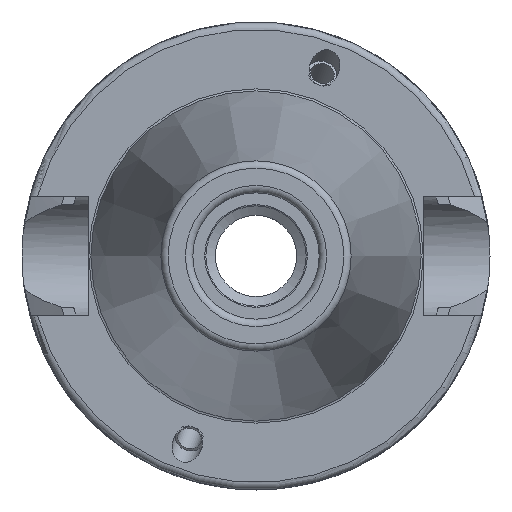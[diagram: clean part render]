
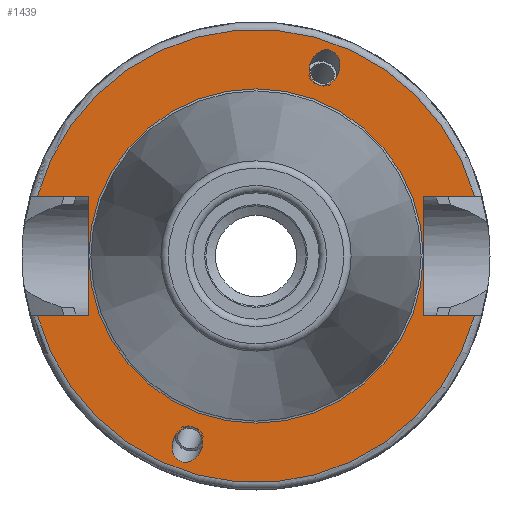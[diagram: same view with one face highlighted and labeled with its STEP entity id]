
A CAD part, left-side view. The second image highlights one B-rep face of the part: STEP entity #1439.
In plain terms, the highlighted planar face has unit normal (-1, 0, 0).
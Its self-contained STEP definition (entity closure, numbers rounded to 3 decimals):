
#27=ELLIPSE('',#1570,2.442,2.);
#36=ELLIPSE('',#1593,2.442,2.);
#55=PLANE('',#1657);
#105=FACE_BOUND('',#314,.T.);
#106=FACE_BOUND('',#315,.T.);
#107=FACE_BOUND('',#316,.T.);
#212=FACE_OUTER_BOUND('',#313,.T.);
#313=EDGE_LOOP('',(#1282,#1283,#1284,#1285,#1286,#1287,#1288,#1289));
#314=EDGE_LOOP('',(#1290));
#315=EDGE_LOOP('',(#1291));
#316=EDGE_LOOP('',(#1292));
#365=LINE('',#2601,#435);
#369=LINE('',#2609,#439);
#372=LINE('',#2629,#442);
#383=LINE('',#2729,#453);
#386=LINE('',#2750,#456);
#388=LINE('',#2753,#458);
#435=VECTOR('',#1976,10.);
#439=VECTOR('',#1982,10.);
#442=VECTOR('',#1987,10.);
#453=VECTOR('',#2042,10.);
#456=VECTOR('',#2047,10.);
#458=VECTOR('',#2051,10.);
#534=CIRCLE('',#1621,30.5);
#553=CIRCLE('',#1656,22.5);
#554=CIRCLE('',#1658,30.5);
#614=VERTEX_POINT('',#2433);
#629=VERTEX_POINT('',#2514);
#647=VERTEX_POINT('',#2589);
#648=VERTEX_POINT('',#2600);
#650=VERTEX_POINT('',#2606);
#651=VERTEX_POINT('',#2608);
#666=VERTEX_POINT('',#2689);
#673=VERTEX_POINT('',#2726);
#674=VERTEX_POINT('',#2728);
#678=VERTEX_POINT('',#2749);
#692=VERTEX_POINT('',#2801);
#782=EDGE_CURVE('',#614,#614,#27,.T.);
#805=EDGE_CURVE('',#629,#629,#36,.T.);
#826=EDGE_CURVE('',#648,#647,#365,.T.);
#830=EDGE_CURVE('',#651,#650,#369,.T.);
#835=EDGE_CURVE('',#650,#648,#372,.T.);
#855=EDGE_CURVE('',#651,#666,#534,.T.);
#865=EDGE_CURVE('',#674,#673,#383,.T.);
#870=EDGE_CURVE('',#678,#666,#386,.T.);
#872=EDGE_CURVE('',#673,#678,#388,.T.);
#896=EDGE_CURVE('',#692,#692,#553,.T.);
#897=EDGE_CURVE('',#674,#647,#554,.T.);
#1282=ORIENTED_EDGE('',*,*,#826,.T.);
#1283=ORIENTED_EDGE('',*,*,#897,.F.);
#1284=ORIENTED_EDGE('',*,*,#865,.T.);
#1285=ORIENTED_EDGE('',*,*,#872,.T.);
#1286=ORIENTED_EDGE('',*,*,#870,.T.);
#1287=ORIENTED_EDGE('',*,*,#855,.F.);
#1288=ORIENTED_EDGE('',*,*,#830,.T.);
#1289=ORIENTED_EDGE('',*,*,#835,.T.);
#1290=ORIENTED_EDGE('',*,*,#782,.T.);
#1291=ORIENTED_EDGE('',*,*,#805,.T.);
#1292=ORIENTED_EDGE('',*,*,#896,.T.);
#1439=ADVANCED_FACE('',(#212,#105,#106,#107),#55,.T.);
#1570=AXIS2_PLACEMENT_3D('',#2435,#1898,#1899);
#1593=AXIS2_PLACEMENT_3D('',#2516,#1951,#1952);
#1621=AXIS2_PLACEMENT_3D('',#2690,#2029,#2030);
#1656=AXIS2_PLACEMENT_3D('',#2803,#2116,#2117);
#1657=AXIS2_PLACEMENT_3D('',#2804,#2118,#2119);
#1658=AXIS2_PLACEMENT_3D('',#2805,#2120,#2121);
#1898=DIRECTION('center_axis',(1.,0.,0.));
#1899=DIRECTION('ref_axis',(0.,-0.342,0.94));
#1951=DIRECTION('center_axis',(1.,0.,0.));
#1952=DIRECTION('ref_axis',(0.,0.342,-0.94));
#1976=DIRECTION('',(0.,-1.,0.));
#1982=DIRECTION('',(0.,1.,0.));
#1987=DIRECTION('',(0.,0.,1.));
#2029=DIRECTION('center_axis',(1.,0.,0.));
#2030=DIRECTION('ref_axis',(0.,0.,-1.));
#2042=DIRECTION('',(0.,-1.,0.));
#2047=DIRECTION('',(0.,1.,0.));
#2051=DIRECTION('',(0.,0.,-1.));
#2116=DIRECTION('center_axis',(1.,0.,0.));
#2117=DIRECTION('ref_axis',(0.,0.,-1.));
#2118=DIRECTION('center_axis',(-1.,0.,0.));
#2119=DIRECTION('ref_axis',(0.,0.,1.));
#2120=DIRECTION('center_axis',(1.,0.,0.));
#2121=DIRECTION('ref_axis',(0.,0.,-1.));
#2433=CARTESIAN_POINT('',(2.,-8.399,23.077));
#2435=CARTESIAN_POINT('Origin',(2.,-9.235,25.372));
#2514=CARTESIAN_POINT('',(2.,8.399,-23.077));
#2516=CARTESIAN_POINT('Origin',(2.,9.235,-25.372));
#2589=CARTESIAN_POINT('',(2.,-29.418,8.05));
#2600=CARTESIAN_POINT('',(2.,-22.6,8.05));
#2601=CARTESIAN_POINT('',(2.,3.95,8.05));
#2606=CARTESIAN_POINT('',(2.,-22.6,-8.05));
#2608=CARTESIAN_POINT('',(2.,-29.418,-8.05));
#2609=CARTESIAN_POINT('',(2.,3.95,-8.05));
#2629=CARTESIAN_POINT('',(2.,-22.6,0.));
#2689=CARTESIAN_POINT('',(2.,29.418,-8.05));
#2690=CARTESIAN_POINT('Origin',(2.,0.,0.));
#2726=CARTESIAN_POINT('',(2.,22.6,8.05));
#2728=CARTESIAN_POINT('',(2.,29.418,8.05));
#2729=CARTESIAN_POINT('',(2.,26.55,8.05));
#2749=CARTESIAN_POINT('',(2.,22.6,-8.05));
#2750=CARTESIAN_POINT('',(2.,26.55,-8.05));
#2753=CARTESIAN_POINT('',(2.,22.6,0.));
#2801=CARTESIAN_POINT('',(2.,0.,22.5));
#2803=CARTESIAN_POINT('Origin',(2.,0.,0.));
#2804=CARTESIAN_POINT('Origin',(2.,30.5,0.));
#2805=CARTESIAN_POINT('Origin',(2.,0.,0.));
